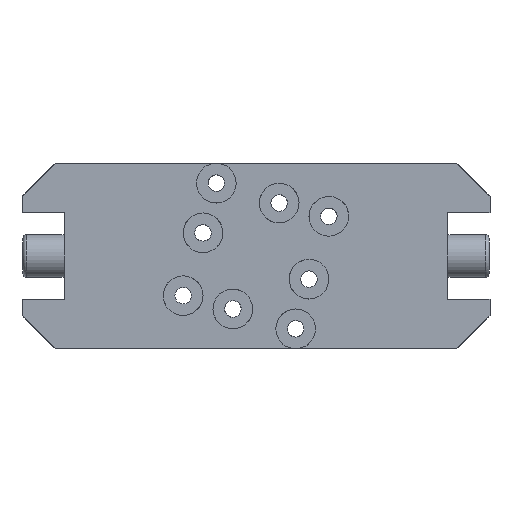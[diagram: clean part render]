
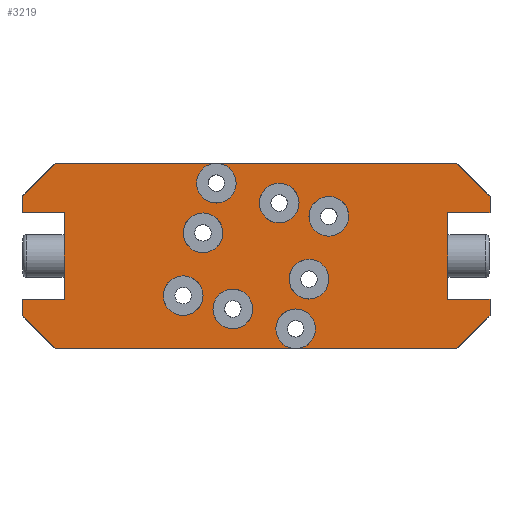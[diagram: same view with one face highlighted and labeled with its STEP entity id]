
A CAD part, front view. The second image highlights one B-rep face of the part: STEP entity #3219.
In plain terms, the highlighted planar face has unit normal (0, -1, 0).
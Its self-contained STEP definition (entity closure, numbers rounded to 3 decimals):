
#163=FACE_BOUND('',#400,.T.);
#164=FACE_BOUND('',#401,.T.);
#165=FACE_BOUND('',#402,.T.);
#166=FACE_BOUND('',#403,.T.);
#167=FACE_BOUND('',#404,.T.);
#168=FACE_BOUND('',#405,.T.);
#229=FACE_OUTER_BOUND('',#399,.T.);
#399=EDGE_LOOP('',(#2125,#2126,#2127,#2128,#2129,#2130,#2131,#2132,#2133,
#2134,#2135,#2136,#2137,#2138,#2139,#2140,#2141,#2142,#2143,#2144,#2145));
#400=EDGE_LOOP('',(#2146,#2147));
#401=EDGE_LOOP('',(#2148,#2149));
#402=EDGE_LOOP('',(#2150,#2151));
#403=EDGE_LOOP('',(#2152,#2153));
#404=EDGE_LOOP('',(#2154,#2155));
#405=EDGE_LOOP('',(#2156,#2157));
#635=CIRCLE('',#3404,3.);
#636=CIRCLE('',#3405,3.);
#637=CIRCLE('',#3406,3.);
#638=CIRCLE('',#3407,3.);
#639=CIRCLE('',#3408,3.);
#640=CIRCLE('',#3409,3.);
#641=CIRCLE('',#3410,3.);
#642=CIRCLE('',#3411,3.);
#643=CIRCLE('',#3412,3.);
#644=CIRCLE('',#3413,3.);
#645=CIRCLE('',#3414,3.);
#646=CIRCLE('',#3415,3.);
#647=CIRCLE('',#3416,3.);
#648=CIRCLE('',#3417,3.);
#649=CIRCLE('',#3418,3.);
#859=LINE('',#4861,#1069);
#860=LINE('',#4866,#1070);
#861=LINE('',#4868,#1071);
#862=LINE('',#4870,#1072);
#863=LINE('',#4872,#1073);
#864=LINE('',#4874,#1074);
#865=LINE('',#4876,#1075);
#866=LINE('',#4878,#1076);
#867=LINE('',#4880,#1077);
#868=LINE('',#4882,#1078);
#869=LINE('',#4885,#1079);
#870=LINE('',#4887,#1080);
#871=LINE('',#4889,#1081);
#872=LINE('',#4891,#1082);
#873=LINE('',#4893,#1083);
#874=LINE('',#4895,#1084);
#875=LINE('',#4897,#1085);
#876=LINE('',#4898,#1086);
#1069=VECTOR('',#3821,10.);
#1070=VECTOR('',#3826,10.);
#1071=VECTOR('',#3827,10.);
#1072=VECTOR('',#3828,10.);
#1073=VECTOR('',#3829,10.);
#1074=VECTOR('',#3830,10.);
#1075=VECTOR('',#3831,10.);
#1076=VECTOR('',#3832,10.);
#1077=VECTOR('',#3833,10.);
#1078=VECTOR('',#3834,10.);
#1079=VECTOR('',#3837,10.);
#1080=VECTOR('',#3838,10.);
#1081=VECTOR('',#3839,10.);
#1082=VECTOR('',#3840,10.);
#1083=VECTOR('',#3841,10.);
#1084=VECTOR('',#3842,10.);
#1085=VECTOR('',#3843,10.);
#1086=VECTOR('',#3844,10.);
#1279=VERTEX_POINT('',#4859);
#1280=VERTEX_POINT('',#4860);
#1281=VERTEX_POINT('',#4862);
#1282=VERTEX_POINT('',#4865);
#1283=VERTEX_POINT('',#4867);
#1284=VERTEX_POINT('',#4869);
#1285=VERTEX_POINT('',#4871);
#1286=VERTEX_POINT('',#4873);
#1287=VERTEX_POINT('',#4875);
#1288=VERTEX_POINT('',#4877);
#1289=VERTEX_POINT('',#4879);
#1290=VERTEX_POINT('',#4881);
#1291=VERTEX_POINT('',#4884);
#1292=VERTEX_POINT('',#4886);
#1293=VERTEX_POINT('',#4888);
#1294=VERTEX_POINT('',#4890);
#1295=VERTEX_POINT('',#4892);
#1296=VERTEX_POINT('',#4894);
#1297=VERTEX_POINT('',#4896);
#1298=VERTEX_POINT('',#4899);
#1299=VERTEX_POINT('',#4900);
#1300=VERTEX_POINT('',#4903);
#1301=VERTEX_POINT('',#4904);
#1302=VERTEX_POINT('',#4907);
#1303=VERTEX_POINT('',#4908);
#1304=VERTEX_POINT('',#4911);
#1305=VERTEX_POINT('',#4912);
#1306=VERTEX_POINT('',#4915);
#1307=VERTEX_POINT('',#4916);
#1308=VERTEX_POINT('',#4919);
#1309=VERTEX_POINT('',#4920);
#1623=EDGE_CURVE('',#1279,#1280,#859,.T.);
#1624=EDGE_CURVE('',#1281,#1279,#635,.T.);
#1625=EDGE_CURVE('',#1279,#1281,#636,.T.);
#1626=EDGE_CURVE('',#1282,#1279,#860,.T.);
#1627=EDGE_CURVE('',#1283,#1282,#861,.T.);
#1628=EDGE_CURVE('',#1283,#1284,#862,.T.);
#1629=EDGE_CURVE('',#1285,#1284,#863,.F.);
#1630=EDGE_CURVE('',#1285,#1286,#864,.T.);
#1631=EDGE_CURVE('',#1287,#1286,#865,.F.);
#1632=EDGE_CURVE('',#1287,#1288,#866,.T.);
#1633=EDGE_CURVE('',#1289,#1288,#867,.T.);
#1634=EDGE_CURVE('',#1289,#1290,#868,.T.);
#1635=EDGE_CURVE('',#1290,#1290,#637,.T.);
#1636=EDGE_CURVE('',#1291,#1290,#869,.T.);
#1637=EDGE_CURVE('',#1291,#1292,#870,.T.);
#1638=EDGE_CURVE('',#1293,#1292,#871,.T.);
#1639=EDGE_CURVE('',#1293,#1294,#872,.F.);
#1640=EDGE_CURVE('',#1295,#1294,#873,.T.);
#1641=EDGE_CURVE('',#1295,#1296,#874,.F.);
#1642=EDGE_CURVE('',#1297,#1296,#875,.T.);
#1643=EDGE_CURVE('',#1297,#1280,#876,.T.);
#1644=EDGE_CURVE('',#1298,#1299,#638,.T.);
#1645=EDGE_CURVE('',#1299,#1298,#639,.T.);
#1646=EDGE_CURVE('',#1300,#1301,#640,.T.);
#1647=EDGE_CURVE('',#1301,#1300,#641,.T.);
#1648=EDGE_CURVE('',#1302,#1303,#642,.T.);
#1649=EDGE_CURVE('',#1303,#1302,#643,.T.);
#1650=EDGE_CURVE('',#1304,#1305,#644,.T.);
#1651=EDGE_CURVE('',#1305,#1304,#645,.T.);
#1652=EDGE_CURVE('',#1306,#1307,#646,.T.);
#1653=EDGE_CURVE('',#1307,#1306,#647,.T.);
#1654=EDGE_CURVE('',#1308,#1309,#648,.T.);
#1655=EDGE_CURVE('',#1309,#1308,#649,.T.);
#2125=ORIENTED_EDGE('',*,*,#1623,.F.);
#2126=ORIENTED_EDGE('',*,*,#1624,.F.);
#2127=ORIENTED_EDGE('',*,*,#1625,.F.);
#2128=ORIENTED_EDGE('',*,*,#1626,.F.);
#2129=ORIENTED_EDGE('',*,*,#1627,.F.);
#2130=ORIENTED_EDGE('',*,*,#1628,.T.);
#2131=ORIENTED_EDGE('',*,*,#1629,.F.);
#2132=ORIENTED_EDGE('',*,*,#1630,.T.);
#2133=ORIENTED_EDGE('',*,*,#1631,.F.);
#2134=ORIENTED_EDGE('',*,*,#1632,.T.);
#2135=ORIENTED_EDGE('',*,*,#1633,.F.);
#2136=ORIENTED_EDGE('',*,*,#1634,.T.);
#2137=ORIENTED_EDGE('',*,*,#1635,.T.);
#2138=ORIENTED_EDGE('',*,*,#1636,.F.);
#2139=ORIENTED_EDGE('',*,*,#1637,.T.);
#2140=ORIENTED_EDGE('',*,*,#1638,.F.);
#2141=ORIENTED_EDGE('',*,*,#1639,.T.);
#2142=ORIENTED_EDGE('',*,*,#1640,.F.);
#2143=ORIENTED_EDGE('',*,*,#1641,.T.);
#2144=ORIENTED_EDGE('',*,*,#1642,.F.);
#2145=ORIENTED_EDGE('',*,*,#1643,.T.);
#2146=ORIENTED_EDGE('',*,*,#1644,.F.);
#2147=ORIENTED_EDGE('',*,*,#1645,.F.);
#2148=ORIENTED_EDGE('',*,*,#1646,.F.);
#2149=ORIENTED_EDGE('',*,*,#1647,.F.);
#2150=ORIENTED_EDGE('',*,*,#1648,.T.);
#2151=ORIENTED_EDGE('',*,*,#1649,.T.);
#2152=ORIENTED_EDGE('',*,*,#1650,.T.);
#2153=ORIENTED_EDGE('',*,*,#1651,.T.);
#2154=ORIENTED_EDGE('',*,*,#1652,.F.);
#2155=ORIENTED_EDGE('',*,*,#1653,.F.);
#2156=ORIENTED_EDGE('',*,*,#1654,.F.);
#2157=ORIENTED_EDGE('',*,*,#1655,.F.);
#3129=PLANE('',#3403);
#3219=ADVANCED_FACE('',(#229,#163,#164,#165,#166,#167,#168),#3129,.T.);
#3403=AXIS2_PLACEMENT_3D('',#4858,#3819,#3820);
#3404=AXIS2_PLACEMENT_3D('',#4863,#3822,#3823);
#3405=AXIS2_PLACEMENT_3D('',#4864,#3824,#3825);
#3406=AXIS2_PLACEMENT_3D('',#4883,#3835,#3836);
#3407=AXIS2_PLACEMENT_3D('',#4901,#3845,#3846);
#3408=AXIS2_PLACEMENT_3D('',#4902,#3847,#3848);
#3409=AXIS2_PLACEMENT_3D('',#4905,#3849,#3850);
#3410=AXIS2_PLACEMENT_3D('',#4906,#3851,#3852);
#3411=AXIS2_PLACEMENT_3D('',#4909,#3853,#3854);
#3412=AXIS2_PLACEMENT_3D('',#4910,#3855,#3856);
#3413=AXIS2_PLACEMENT_3D('',#4913,#3857,#3858);
#3414=AXIS2_PLACEMENT_3D('',#4914,#3859,#3860);
#3415=AXIS2_PLACEMENT_3D('',#4917,#3861,#3862);
#3416=AXIS2_PLACEMENT_3D('',#4918,#3863,#3864);
#3417=AXIS2_PLACEMENT_3D('',#4921,#3865,#3866);
#3418=AXIS2_PLACEMENT_3D('',#4922,#3867,#3868);
#3819=DIRECTION('center_axis',(0.,-1.,0.));
#3820=DIRECTION('ref_axis',(-1.,0.,0.));
#3821=DIRECTION('',(-1.,0.,0.));
#3822=DIRECTION('center_axis',(0.,-1.,0.));
#3823=DIRECTION('ref_axis',(0.,0.,-1.));
#3824=DIRECTION('center_axis',(0.,-1.,0.));
#3825=DIRECTION('ref_axis',(0.,0.,-1.));
#3826=DIRECTION('',(-1.,0.,0.));
#3827=DIRECTION('',(-0.707,0.,-0.707));
#3828=DIRECTION('',(0.,0.,1.));
#3829=DIRECTION('',(-1.,0.,0.));
#3830=DIRECTION('',(0.,0.,1.));
#3831=DIRECTION('',(1.,0.,0.));
#3832=DIRECTION('',(0.,0.,1.));
#3833=DIRECTION('',(0.707,0.,-0.707));
#3834=DIRECTION('',(-1.,0.,0.));
#3835=DIRECTION('center_axis',(0.,1.,0.));
#3836=DIRECTION('ref_axis',(0.,0.,-1.));
#3837=DIRECTION('',(1.,0.,0.));
#3838=DIRECTION('',(-0.707,0.,-0.707));
#3839=DIRECTION('',(0.,0.,1.));
#3840=DIRECTION('',(-1.,0.,0.));
#3841=DIRECTION('',(0.,0.,1.));
#3842=DIRECTION('',(1.,0.,0.));
#3843=DIRECTION('',(0.,0.,1.));
#3844=DIRECTION('',(0.707,0.,-0.707));
#3845=DIRECTION('center_axis',(0.,-1.,0.));
#3846=DIRECTION('ref_axis',(0.,0.,-1.));
#3847=DIRECTION('center_axis',(0.,-1.,0.));
#3848=DIRECTION('ref_axis',(0.,0.,-1.));
#3849=DIRECTION('center_axis',(0.,-1.,0.));
#3850=DIRECTION('ref_axis',(0.,0.,-1.));
#3851=DIRECTION('center_axis',(0.,-1.,0.));
#3852=DIRECTION('ref_axis',(0.,0.,-1.));
#3853=DIRECTION('center_axis',(0.,1.,0.));
#3854=DIRECTION('ref_axis',(0.,0.,-1.));
#3855=DIRECTION('center_axis',(0.,1.,0.));
#3856=DIRECTION('ref_axis',(0.,0.,-1.));
#3857=DIRECTION('center_axis',(0.,1.,0.));
#3858=DIRECTION('ref_axis',(0.,0.,-1.));
#3859=DIRECTION('center_axis',(0.,1.,0.));
#3860=DIRECTION('ref_axis',(0.,0.,-1.));
#3861=DIRECTION('center_axis',(0.,-1.,0.));
#3862=DIRECTION('ref_axis',(0.,0.,-1.));
#3863=DIRECTION('center_axis',(0.,-1.,0.));
#3864=DIRECTION('ref_axis',(0.,0.,-1.));
#3865=DIRECTION('center_axis',(0.,-1.,0.));
#3866=DIRECTION('ref_axis',(0.,0.,-1.));
#3867=DIRECTION('center_axis',(0.,-1.,0.));
#3868=DIRECTION('ref_axis',(0.,0.,-1.));
#4858=CARTESIAN_POINT('Origin',(61.4,0.,25.625));
#4859=CARTESIAN_POINT('',(35.1,0.,-0.7));
#4860=CARTESIAN_POINT('',(-1.25,0.,-0.7));
#4861=CARTESIAN_POINT('',(58.05,0.,-0.7));
#4862=CARTESIAN_POINT('',(35.1,0.,5.3));
#4863=CARTESIAN_POINT('Origin',(35.1,0.,2.3));
#4864=CARTESIAN_POINT('Origin',(35.1,0.,2.3));
#4865=CARTESIAN_POINT('',(59.45,0.,-0.7));
#4866=CARTESIAN_POINT('',(57.95,0.,-0.7));
#4867=CARTESIAN_POINT('',(64.45,0.,4.3));
#4868=CARTESIAN_POINT('',(67.769,0.,7.619));
#4869=CARTESIAN_POINT('',(64.45,0.,6.8));
#4870=CARTESIAN_POINT('',(64.45,0.,10.313));
#4871=CARTESIAN_POINT('',(58.1,0.,6.8));
#4872=CARTESIAN_POINT('',(63.15,0.,6.8));
#4873=CARTESIAN_POINT('',(58.1,0.,19.8));
#4874=CARTESIAN_POINT('',(58.1,0.,0.));
#4875=CARTESIAN_POINT('',(64.45,0.,19.8));
#4876=CARTESIAN_POINT('',(59.75,0.,19.8));
#4877=CARTESIAN_POINT('',(64.45,0.,22.3));
#4878=CARTESIAN_POINT('',(64.45,0.,10.313));
#4879=CARTESIAN_POINT('',(59.45,0.,27.3));
#4880=CARTESIAN_POINT('',(61.606,0.,25.144));
#4881=CARTESIAN_POINT('',(23.1,0.,27.3));
#4882=CARTESIAN_POINT('',(30.65,0.,27.3));
#4883=CARTESIAN_POINT('Origin',(23.1,0.,24.3));
#4884=CARTESIAN_POINT('',(-1.25,0.,27.3));
#4885=CARTESIAN_POINT('',(27.55,0.,27.3));
#4886=CARTESIAN_POINT('',(-6.25,0.,22.3));
#4887=CARTESIAN_POINT('',(-3.406,0.,25.144));
#4888=CARTESIAN_POINT('',(-6.25,0.,19.8));
#4889=CARTESIAN_POINT('',(-6.25,0.,10.313));
#4890=CARTESIAN_POINT('',(0.1,0.,19.8));
#4891=CARTESIAN_POINT('',(-1.55,0.,19.8));
#4892=CARTESIAN_POINT('',(0.1,0.,6.8));
#4893=CARTESIAN_POINT('',(0.1,0.,0.));
#4894=CARTESIAN_POINT('',(-6.25,0.,6.8));
#4895=CARTESIAN_POINT('',(-4.95,0.,6.8));
#4896=CARTESIAN_POINT('',(-6.25,0.,4.3));
#4897=CARTESIAN_POINT('',(-6.25,0.,10.313));
#4898=CARTESIAN_POINT('',(-9.569,0.,7.619));
#4899=CARTESIAN_POINT('',(22.6,0.,5.258));
#4900=CARTESIAN_POINT('',(25.6,0.,8.3));
#4901=CARTESIAN_POINT('Origin',(25.6,0.,5.3));
#4902=CARTESIAN_POINT('Origin',(25.6,0.,5.3));
#4903=CARTESIAN_POINT('',(35.6,0.,21.342));
#4904=CARTESIAN_POINT('',(32.6,0.,24.3));
#4905=CARTESIAN_POINT('Origin',(32.6,0.,21.3));
#4906=CARTESIAN_POINT('Origin',(32.6,0.,21.3));
#4907=CARTESIAN_POINT('',(15.795,0.,5.379));
#4908=CARTESIAN_POINT('',(18.1,0.,10.3));
#4909=CARTESIAN_POINT('Origin',(18.1,0.,7.3));
#4910=CARTESIAN_POINT('Origin',(18.1,0.,7.3));
#4911=CARTESIAN_POINT('',(23.405,0.,14.879));
#4912=CARTESIAN_POINT('',(21.1,0.,19.8));
#4913=CARTESIAN_POINT('Origin',(21.1,0.,16.8));
#4914=CARTESIAN_POINT('Origin',(21.1,0.,16.8));
#4915=CARTESIAN_POINT('',(42.405,0.,21.221));
#4916=CARTESIAN_POINT('',(40.1,0.,22.3));
#4917=CARTESIAN_POINT('Origin',(40.1,0.,19.3));
#4918=CARTESIAN_POINT('Origin',(40.1,0.,19.3));
#4919=CARTESIAN_POINT('',(34.795,0.,11.721));
#4920=CARTESIAN_POINT('',(37.1,0.,12.8));
#4921=CARTESIAN_POINT('Origin',(37.1,0.,9.8));
#4922=CARTESIAN_POINT('Origin',(37.1,0.,9.8));
